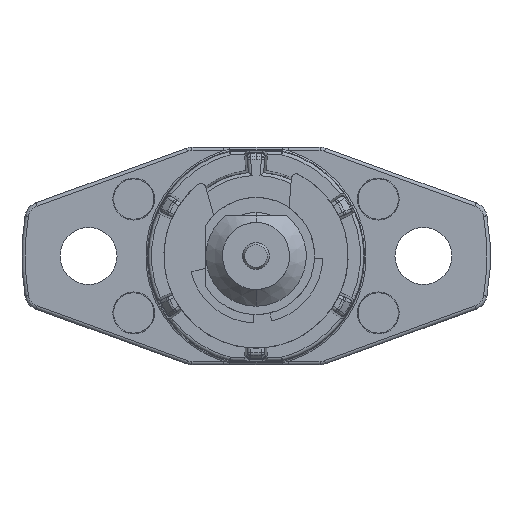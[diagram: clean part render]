
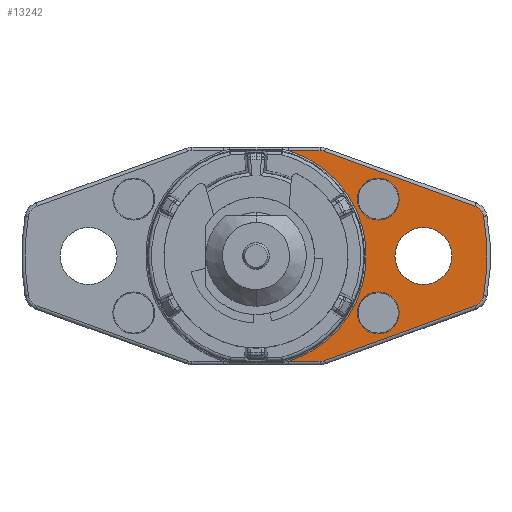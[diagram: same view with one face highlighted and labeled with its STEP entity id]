
A CAD part, front view. The second image highlights one B-rep face of the part: STEP entity #13242.
In plain terms, the highlighted planar face has unit normal (0, -1, 0).
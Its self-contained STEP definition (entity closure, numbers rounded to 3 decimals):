
#153 = CARTESIAN_POINT ( 'NONE',  ( 7.3, 13.5, 3.4 ) ) ;
#296 = EDGE_CURVE ( 'NONE', #26909, #3991, #25951, .T. ) ;
#348 = EDGE_CURVE ( 'NONE', #3991, #33980, #27701, .T. ) ;
#739 = ORIENTED_EDGE ( 'NONE', *, *, #32591, .F. ) ;
#1720 = CARTESIAN_POINT ( 'NONE',  ( 3.824, 13.5, -5.5 ) ) ;
#2122 = CARTESIAN_POINT ( 'NONE',  ( 4.097, 13.5, 6.252 ) ) ;
#2231 = EDGE_LOOP ( 'NONE', ( #30418, #21875, #31005, #18205, #12259, #26164, #16954, #23705, #20588, #32517 ) ) ;
#2655 = AXIS2_PLACEMENT_3D ( 'NONE', #28945, #34878, #29654 ) ;
#2803 = FACE_BOUND ( 'NONE', #25239, .T. ) ;
#2945 = ORIENTED_EDGE ( 'NONE', *, *, #9189, .F. ) ;
#3171 = CIRCLE ( 'NONE', #5537, 0.8 ) ;
#3209 = CARTESIAN_POINT ( 'NONE',  ( 2.489, 13.5, -6.837 ) ) ;
#3900 = CARTESIAN_POINT ( 'NONE',  ( 10., 13.5, 0. ) ) ;
#3991 = VERTEX_POINT ( 'NONE', #8827 ) ;
#4843 = ORIENTED_EDGE ( 'NONE', *, *, #21048, .T. ) ;
#5208 = DIRECTION ( 'NONE',  ( 0., 1., 0. ) ) ;
#5366 = ORIENTED_EDGE ( 'NONE', *, *, #6512, .F. ) ;
#5537 = AXIS2_PLACEMENT_3D ( 'NONE', #30699, #19202, #19552 ) ;
#5734 = CIRCLE ( 'NONE', #31201, 1.7 ) ;
#6257 = DIRECTION ( 'NONE',  ( 0., -1., 0. ) ) ;
#6512 = EDGE_CURVE ( 'NONE', #12782, #33764, #34402, .T. ) ;
#6911 = DIRECTION ( 'NONE',  ( 0., 0., -1. ) ) ;
#6920 = AXIS2_PLACEMENT_3D ( 'NONE', #31147, #25761, #11658 ) ;
#7035 = CARTESIAN_POINT ( 'NONE',  ( 3.824, 13.5, 5.5 ) ) ;
#7551 = DIRECTION ( 'NONE',  ( 0., 0., 1. ) ) ;
#7618 = CARTESIAN_POINT ( 'NONE',  ( 7.3, 13.5, 2.15 ) ) ;
#7685 = VERTEX_POINT ( 'NONE', #24504 ) ;
#8143 = EDGE_LOOP ( 'NONE', ( #739, #5366 ) ) ;
#8541 = FACE_OUTER_BOUND ( 'NONE', #2231, .T. ) ;
#8545 = EDGE_CURVE ( 'NONE', #29256, #22579, #20318, .T. ) ;
#8671 = DIRECTION ( 'NONE',  ( -1., 0., 0. ) ) ;
#8710 = CARTESIAN_POINT ( 'NONE',  ( 2.489, 13.5, 6.837 ) ) ;
#8827 = CARTESIAN_POINT ( 'NONE',  ( 1.94, 13.5, -6.3 ) ) ;
#8917 = EDGE_CURVE ( 'NONE', #33276, #25094, #34591, .T. ) ;
#9014 = AXIS2_PLACEMENT_3D ( 'NONE', #14481, #5208, #25398 ) ;
#9117 = CARTESIAN_POINT ( 'NONE',  ( 13.595, 13.5, 2.367 ) ) ;
#9189 = EDGE_CURVE ( 'NONE', #9823, #33474, #28155, .T. ) ;
#9823 = VERTEX_POINT ( 'NONE', #7618 ) ;
#9978 = DIRECTION ( 'NONE',  ( 0., 0., 1. ) ) ;
#10138 = DIRECTION ( 'NONE',  ( 0., 1., 0. ) ) ;
#11255 = LINE ( 'NONE', #25736, #19132 ) ;
#11471 = EDGE_LOOP ( 'NONE', ( #24432, #2945 ) ) ;
#11581 = EDGE_CURVE ( 'NONE', #22579, #30994, #31773, .T. ) ;
#11658 = DIRECTION ( 'NONE',  ( 0., 0., 1. ) ) ;
#11738 = CARTESIAN_POINT ( 'NONE',  ( 7.3, 13.5, -3.4 ) ) ;
#11973 = DIRECTION ( 'NONE',  ( 0., -1., 0. ) ) ;
#12109 = DIRECTION ( 'NONE',  ( 0., -1., 0. ) ) ;
#12259 = ORIENTED_EDGE ( 'NONE', *, *, #8545, .T. ) ;
#12295 = VECTOR ( 'NONE', #20186, 1000. ) ;
#12782 = VERTEX_POINT ( 'NONE', #30655 ) ;
#12930 = CARTESIAN_POINT ( 'NONE',  ( 12.807, 13.5, -2.23 ) ) ;
#13015 = DIRECTION ( 'NONE',  ( 0., 0., 1. ) ) ;
#13242 = ADVANCED_FACE ( 'Defeature ausgef�hrt1_117', ( #33396, #36353, #2803, #8541 ), #22814, .F. ) ;
#13263 = AXIS2_PLACEMENT_3D ( 'NONE', #7035, #23914, #9978 ) ;
#13586 = CARTESIAN_POINT ( 'NONE',  ( 0., 13.5, -6.3 ) ) ;
#13659 = AXIS2_PLACEMENT_3D ( 'NONE', #11738, #12109, #6911 ) ;
#13770 = DIRECTION ( 'NONE',  ( 1., 0., 0. ) ) ;
#13971 = CARTESIAN_POINT ( 'NONE',  ( 0., 13.5, 0. ) ) ;
#14481 = CARTESIAN_POINT ( 'NONE',  ( 0., 13.5, 0. ) ) ;
#15034 = CARTESIAN_POINT ( 'NONE',  ( 3.824, 13.5, -6.3 ) ) ;
#15048 = CIRCLE ( 'NONE', #32798, 1.25 ) ;
#15636 = CARTESIAN_POINT ( 'NONE',  ( 10., 13.5, -1.7 ) ) ;
#16954 = ORIENTED_EDGE ( 'NONE', *, *, #23551, .T. ) ;
#17478 = CIRCLE ( 'NONE', #30506, 1.25 ) ;
#18171 = AXIS2_PLACEMENT_3D ( 'NONE', #1720, #11973, #13015 ) ;
#18205 = ORIENTED_EDGE ( 'NONE', *, *, #19368, .T. ) ;
#18629 = CIRCLE ( 'NONE', #2655, 1.7 ) ;
#18799 = DIRECTION ( 'NONE',  ( 0., 0., 1. ) ) ;
#18989 = EDGE_CURVE ( 'NONE', #33980, #25707, #35354, .T. ) ;
#19132 = VECTOR ( 'NONE', #8671, 1000. ) ;
#19202 = DIRECTION ( 'NONE',  ( 0., -1., 0. ) ) ;
#19368 = EDGE_CURVE ( 'NONE', #25707, #29256, #20053, .T. ) ;
#19552 = DIRECTION ( 'NONE',  ( 0., 0., 1. ) ) ;
#19710 = EDGE_CURVE ( 'NONE', #7685, #33276, #28925, .T. ) ;
#20053 = LINE ( 'NONE', #3209, #24093 ) ;
#20056 = CARTESIAN_POINT ( 'NONE',  ( 13.081, 13.5, -2.982 ) ) ;
#20186 = DIRECTION ( 'NONE',  ( -0.94, 0., 0.342 ) ) ;
#20318 = CIRCLE ( 'NONE', #32767, 0.8 ) ;
#20338 = CARTESIAN_POINT ( 'NONE',  ( 7.3, 13.5, 3.4 ) ) ;
#20521 = DIRECTION ( 'NONE',  ( 0., 0., 1. ) ) ;
#20588 = ORIENTED_EDGE ( 'NONE', *, *, #8917, .T. ) ;
#21048 = EDGE_CURVE ( 'NONE', #30774, #35034, #5734, .T. ) ;
#21090 = DIRECTION ( 'NONE',  ( 0., -1., 0. ) ) ;
#21452 = DIRECTION ( 'NONE',  ( 0., 0., 1. ) ) ;
#21875 = ORIENTED_EDGE ( 'NONE', *, *, #348, .T. ) ;
#22266 = ORIENTED_EDGE ( 'NONE', *, *, #34091, .T. ) ;
#22477 = CARTESIAN_POINT ( 'NONE',  ( 7.3, 13.5, 4.65 ) ) ;
#22579 = VERTEX_POINT ( 'NONE', #25823 ) ;
#22814 = PLANE ( 'NONE',  #9014 ) ;
#22973 = CARTESIAN_POINT ( 'NONE',  ( 1.94, 13.5, 6.3 ) ) ;
#23016 = DIRECTION ( 'NONE',  ( 0.94, 0., 0.342 ) ) ;
#23354 = EDGE_CURVE ( 'NONE', #25094, #26909, #11255, .T. ) ;
#23551 = EDGE_CURVE ( 'NONE', #30994, #7685, #3171, .T. ) ;
#23705 = ORIENTED_EDGE ( 'NONE', *, *, #19710, .T. ) ;
#23914 = DIRECTION ( 'NONE',  ( 0., -1., 0. ) ) ;
#24093 = VECTOR ( 'NONE', #23016, 1000. ) ;
#24130 = DIRECTION ( 'NONE',  ( 0., 0., -1. ) ) ;
#24432 = ORIENTED_EDGE ( 'NONE', *, *, #31379, .F. ) ;
#24504 = CARTESIAN_POINT ( 'NONE',  ( 13.081, 13.5, 2.982 ) ) ;
#25094 = VERTEX_POINT ( 'NONE', #25449 ) ;
#25239 = EDGE_LOOP ( 'NONE', ( #22266, #4843 ) ) ;
#25398 = DIRECTION ( 'NONE',  ( 0., 0., 1. ) ) ;
#25449 = CARTESIAN_POINT ( 'NONE',  ( 3.824, 13.5, 6.3 ) ) ;
#25707 = VERTEX_POINT ( 'NONE', #34287 ) ;
#25717 = AXIS2_PLACEMENT_3D ( 'NONE', #153, #31302, #34445 ) ;
#25736 = CARTESIAN_POINT ( 'NONE',  ( 0., 13.5, 6.3 ) ) ;
#25761 = DIRECTION ( 'NONE',  ( 0., -1., 0. ) ) ;
#25818 = VECTOR ( 'NONE', #13770, 1000. ) ;
#25823 = CARTESIAN_POINT ( 'NONE',  ( 13.595, 13.5, -2.367 ) ) ;
#25951 = CIRCLE ( 'NONE', #26532, 6.592 ) ;
#26164 = ORIENTED_EDGE ( 'NONE', *, *, #11581, .T. ) ;
#26532 = AXIS2_PLACEMENT_3D ( 'NONE', #13971, #36412, #18799 ) ;
#26909 = VERTEX_POINT ( 'NONE', #22973 ) ;
#27701 = LINE ( 'NONE', #13586, #25818 ) ;
#28155 = CIRCLE ( 'NONE', #25717, 1.25 ) ;
#28925 = LINE ( 'NONE', #8710, #12295 ) ;
#28945 = CARTESIAN_POINT ( 'NONE',  ( 10., 13.5, 0. ) ) ;
#29256 = VERTEX_POINT ( 'NONE', #20056 ) ;
#29654 = DIRECTION ( 'NONE',  ( 0., 0., 1. ) ) ;
#30418 = ORIENTED_EDGE ( 'NONE', *, *, #296, .T. ) ;
#30506 = AXIS2_PLACEMENT_3D ( 'NONE', #20338, #6257, #20521 ) ;
#30655 = CARTESIAN_POINT ( 'NONE',  ( 7.3, 13.5, -2.15 ) ) ;
#30699 = CARTESIAN_POINT ( 'NONE',  ( 12.807, 13.5, 2.23 ) ) ;
#30774 = VERTEX_POINT ( 'NONE', #15636 ) ;
#30994 = VERTEX_POINT ( 'NONE', #9117 ) ;
#31005 = ORIENTED_EDGE ( 'NONE', *, *, #18989, .T. ) ;
#31147 = CARTESIAN_POINT ( 'NONE',  ( 0., 13.5, 0. ) ) ;
#31201 = AXIS2_PLACEMENT_3D ( 'NONE', #3900, #10138, #21452 ) ;
#31302 = DIRECTION ( 'NONE',  ( 0., -1., 0. ) ) ;
#31379 = EDGE_CURVE ( 'NONE', #33474, #9823, #17478, .T. ) ;
#31773 = CIRCLE ( 'NONE', #6920, 13.8 ) ;
#32517 = ORIENTED_EDGE ( 'NONE', *, *, #23354, .T. ) ;
#32591 = EDGE_CURVE ( 'NONE', #33764, #12782, #15048, .T. ) ;
#32767 = AXIS2_PLACEMENT_3D ( 'NONE', #12930, #21090, #7551 ) ;
#32798 = AXIS2_PLACEMENT_3D ( 'NONE', #35811, #33039, #24130 ) ;
#33039 = DIRECTION ( 'NONE',  ( 0., -1., 0. ) ) ;
#33276 = VERTEX_POINT ( 'NONE', #2122 ) ;
#33396 = FACE_BOUND ( 'NONE', #11471, .T. ) ;
#33474 = VERTEX_POINT ( 'NONE', #22477 ) ;
#33764 = VERTEX_POINT ( 'NONE', #35621 ) ;
#33980 = VERTEX_POINT ( 'NONE', #15034 ) ;
#34091 = EDGE_CURVE ( 'NONE', #35034, #30774, #18629, .T. ) ;
#34287 = CARTESIAN_POINT ( 'NONE',  ( 4.097, 13.5, -6.252 ) ) ;
#34326 = CARTESIAN_POINT ( 'NONE',  ( 10., 13.5, 1.7 ) ) ;
#34402 = CIRCLE ( 'NONE', #13659, 1.25 ) ;
#34445 = DIRECTION ( 'NONE',  ( 0., 0., 1. ) ) ;
#34591 = CIRCLE ( 'NONE', #13263, 0.8 ) ;
#34878 = DIRECTION ( 'NONE',  ( 0., 1., 0. ) ) ;
#35034 = VERTEX_POINT ( 'NONE', #34326 ) ;
#35354 = CIRCLE ( 'NONE', #18171, 0.8 ) ;
#35621 = CARTESIAN_POINT ( 'NONE',  ( 7.3, 13.5, -4.65 ) ) ;
#35811 = CARTESIAN_POINT ( 'NONE',  ( 7.3, 13.5, -3.4 ) ) ;
#36353 = FACE_BOUND ( 'NONE', #8143, .T. ) ;
#36412 = DIRECTION ( 'NONE',  ( 0., 1., 0. ) ) ;
